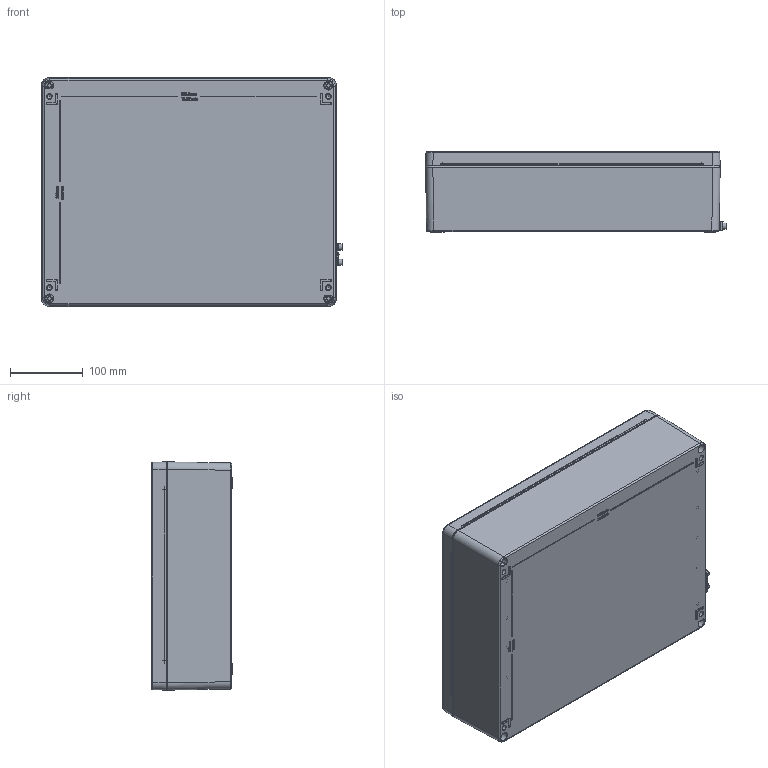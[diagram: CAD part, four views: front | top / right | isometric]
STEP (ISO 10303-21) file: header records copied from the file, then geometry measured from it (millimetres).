
FILE_DESCRIPTION(/* description */ (''),/* implementation_level */ '2;1');
FILE_NAME(/* name */ '15403111000-RST.stp',/* time_stamp */ '2021-09-08T11:24:14+02:00',/* author */ ('sl'),/* organization */ (''),/* preprocessor_version */ 'ST-DEVELOPER v16.5',/* originating_system */ 'Autodesk Inventor 2017',/* authorisation */ '');
FILE_SCHEMA (('AUTOMOTIVE_DESIGN { 1 0 10303 214 3 1 1 }'));
Products named in the file (13): Alu-Ex-Gehäuse-33-BG-0001-15_403111_000; Deckel-Alu-Ex-Gehäuse-33-BG-0002-15_403111_000; Deckel-Alu-Ex-Gehäuse-33-BT-0001-15_403111_000; Dichtlippe-Alu-Ex-Gehäuse-33-BT-0003-15_403111_000; Erdung92081; UT-Alu-Ex-Gehäuse-33-BG-0003-15_403111_000; Dop-Erdungsschraube1; Dop-Erdungsschraube-Teil1; Dop-Erdungsschraube-Teil6; Dop-Erdungsschraube-Teil5; Dop-Erdungsschraube-Teil7; UT-Alu-Ex-Gehäuse-33-BT-0002-15_403111_000; SchraubeM6x25-10
Assembly tree (17 placements, depth 4):
  Alu-Ex-Gehäuse-33-BG-0001-15_403111_000
    Deckel-Alu-Ex-Gehäuse-33-BG-0002-15_403111_000
      Deckel-Alu-Ex-Gehäuse-33-BT-0001-15_403111_000
      Dichtlippe-Alu-Ex-Gehäuse-33-BT-0003-15_403111_000
      Erdung92081
    UT-Alu-Ex-Gehäuse-33-BG-0003-15_403111_000
      Dop-Erdungsschraube1
        Dop-Erdungsschraube-Teil1
        Dop-Erdungsschraube-Teil5  x2
        Dop-Erdungsschraube-Teil6
        Dop-Erdungsschraube-Teil7  x2
      UT-Alu-Ex-Gehäuse-33-BT-0002-15_403111_000
    SchraubeM6x25-10  x4
Bounding box: 412.61 x 110.99 x 313 mm (x, y, z)
Volume: 2070605.4 mm3; surface area: 856826 mm2
Topology: 14 solids, 14 shells, 1823 faces, 4415 edges, 2720 vertices
Faces by surface type: plane 682, bspline 571, cylinder 327, torus 116, cone 115, sphere 12
Full cylindrical faces by diameter (mm): 1.8 x1, 1.9 x1, 4.7 x1, 5 x18, 5.3 x4, 5.95 x4, 6 x4, 6.15 x4, 6.5 x9, 8 x1, 8.388 x4, 8.5 x2, 10 x2
Entity records: 83364 total; most frequent: CARTESIAN_POINT 47757, ORIENTED_EDGE 7684, DIRECTION 6123, EDGE_CURVE 3842, VERTEX_POINT 2470, EDGE_LOOP 2076, AXIS2_PLACEMENT_3D 2065, LINE 1993
